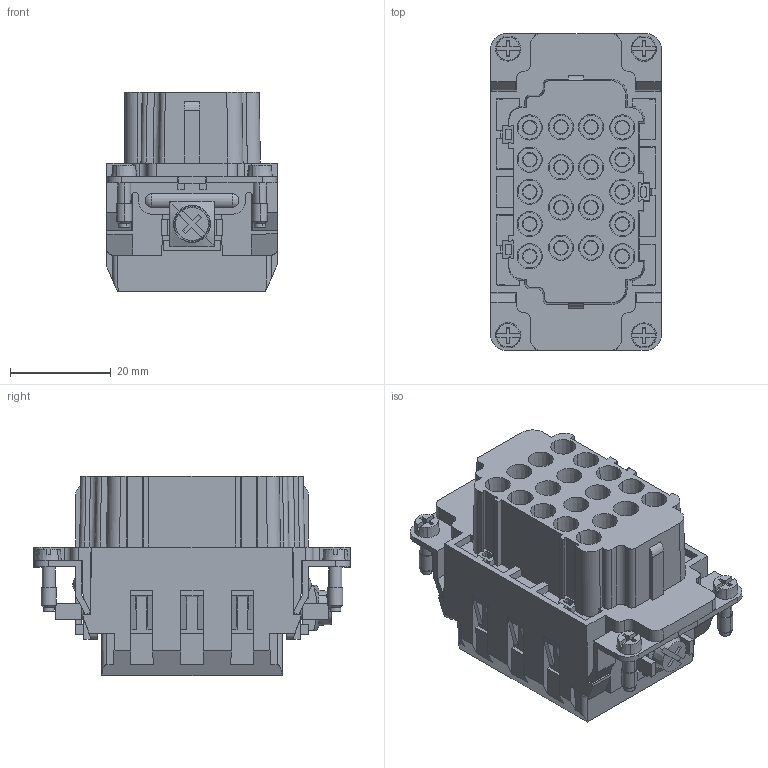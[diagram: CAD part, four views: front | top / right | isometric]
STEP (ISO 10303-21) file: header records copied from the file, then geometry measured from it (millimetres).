
FILE_DESCRIPTION(('CATIA V5 STEP Exchange','CAx-IF Rec.Pracs.--- Model Styling and Organization---1.5--- 2016-08-15','CAx-IF Rec.Pracs.---Supplemental Geometry---1.0---2011-11-01','CAx-IF Rec.Pracs.--- Composite Materials ---1.1---2010-07-15'),'2;1');
FILE_NAME ('2001673-6_0', '2024-10-22T07:56:22+00:00', ('none'), ('Weidmueller'), 'CATIA Version 5-6 Release 2022 SP4 HF5', 'CATIA V5 STEP AP214 v3', 'none');
FILE_SCHEMA(('AUTOMOTIVE_DESIGN { 1 0 10303 214 1 1 1 1 }'));
Products named in the file (1): 3023940000
Bounding box: 33.9 x 63 x 39.7 mm (x, y, z)
Volume: 42765.3 mm3; surface area: 20916.1 mm2
Topology: 1 solids, 1 shells, 1496 faces, 4210 edges, 2787 vertices
Faces by surface type: plane 1018, cylinder 274, cone 182, extrusion 18, sphere 4
Entity records: 54549 total; most frequent: CARTESIAN_POINT 17288, ORIENTED_EDGE 8420, DIRECTION 5682, EDGE_CURVE 4210, VECTOR 2812, LINE 2794, VERTEX_POINT 2787, AXIS2_PLACEMENT_3D 1623
